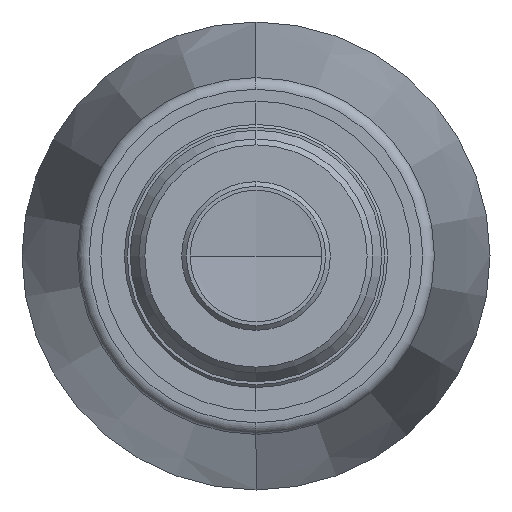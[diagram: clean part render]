
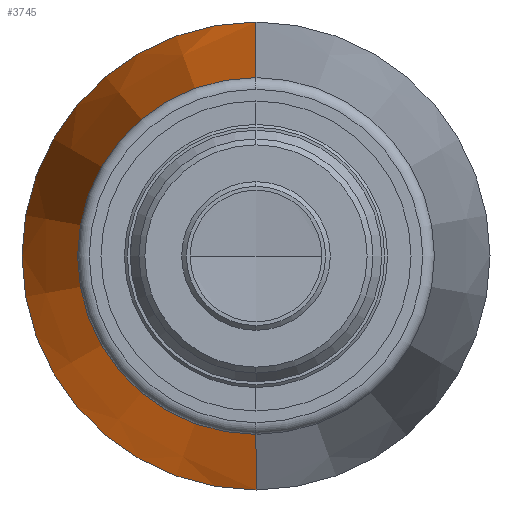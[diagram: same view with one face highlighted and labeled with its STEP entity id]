
A CAD part, left-side view. The second image highlights one B-rep face of the part: STEP entity #3745.
In plain terms, the highlighted conical face has half-angle 8.65 degrees and reference radius 25.985 mm.
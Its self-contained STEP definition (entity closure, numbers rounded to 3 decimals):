
#40 = VERTEX_POINT ( 'NONE', #3032 ) ;
#92 = DIRECTION ( 'NONE',  ( 1., 0., 0. ) ) ;
#171 = VERTEX_POINT ( 'NONE', #3737 ) ;
#255 = DIRECTION ( 'NONE',  ( 0.989, 0., 0.15 ) ) ;
#292 = CARTESIAN_POINT ( 'NONE',  ( 122.176, 0., -25.985 ) ) ;
#296 = ORIENTED_EDGE ( 'NONE', *, *, #2230, .T. ) ;
#637 = EDGE_CURVE ( 'NONE', #2337, #40, #3509, .T. ) ;
#678 = CARTESIAN_POINT ( 'NONE',  ( 122.176, 0., 25.985 ) ) ;
#785 = CARTESIAN_POINT ( 'NONE',  ( 214.306, 0., -40. ) ) ;
#1003 = EDGE_CURVE ( 'NONE', #2969, #2337, #2147, .T. ) ;
#1398 = CARTESIAN_POINT ( 'NONE',  ( 214.306, 0., 0. ) ) ;
#1731 = EDGE_CURVE ( 'NONE', #2969, #171, #4787, .T. ) ;
#1791 = DIRECTION ( 'NONE',  ( 0., 0., -1. ) ) ;
#1794 = DIRECTION ( 'NONE',  ( 1., 0., 0. ) ) ;
#1831 = DIRECTION ( 'NONE',  ( 0., 0., -1. ) ) ;
#1840 = AXIS2_PLACEMENT_3D ( 'NONE', #4319, #1794, #4738 ) ;
#2040 = VECTOR ( 'NONE', #255, 1000. ) ;
#2147 = LINE ( 'NONE', #292, #5380 ) ;
#2230 = EDGE_CURVE ( 'NONE', #171, #40, #4284, .T. ) ;
#2337 = VERTEX_POINT ( 'NONE', #785 ) ;
#2518 = AXIS2_PLACEMENT_3D ( 'NONE', #1398, #4347, #1831 ) ;
#2596 = CARTESIAN_POINT ( 'NONE',  ( 122.176, 0., 0. ) ) ;
#2969 = VERTEX_POINT ( 'NONE', #4475 ) ;
#3032 = CARTESIAN_POINT ( 'NONE',  ( 214.306, 0., 40. ) ) ;
#3040 = ORIENTED_EDGE ( 'NONE', *, *, #637, .F. ) ;
#3084 = FACE_OUTER_BOUND ( 'NONE', #4594, .T. ) ;
#3203 = ORIENTED_EDGE ( 'NONE', *, *, #1731, .T. ) ;
#3509 = CIRCLE ( 'NONE', #2518, 40. ) ;
#3583 = ORIENTED_EDGE ( 'NONE', *, *, #1003, .F. ) ;
#3668 = CONICAL_SURFACE ( 'NONE', #4259, 25.985, 0.151 ) ;
#3737 = CARTESIAN_POINT ( 'NONE',  ( 122.176, 0., 25.985 ) ) ;
#3745 = ADVANCED_FACE ( 'NONE', ( #3084 ), #3668, .T. ) ;
#4259 = AXIS2_PLACEMENT_3D ( 'NONE', #2596, #92, #1791 ) ;
#4284 = LINE ( 'NONE', #678, #2040 ) ;
#4319 = CARTESIAN_POINT ( 'NONE',  ( 122.176, 0., 0. ) ) ;
#4347 = DIRECTION ( 'NONE',  ( 1., 0., 0. ) ) ;
#4475 = CARTESIAN_POINT ( 'NONE',  ( 122.176, 0., -25.985 ) ) ;
#4594 = EDGE_LOOP ( 'NONE', ( #3203, #296, #3040, #3583 ) ) ;
#4738 = DIRECTION ( 'NONE',  ( 0., 0., -1. ) ) ;
#4787 = CIRCLE ( 'NONE', #1840, 25.985 ) ;
#5342 = DIRECTION ( 'NONE',  ( 0.989, 0., -0.15 ) ) ;
#5380 = VECTOR ( 'NONE', #5342, 1000. ) ;
